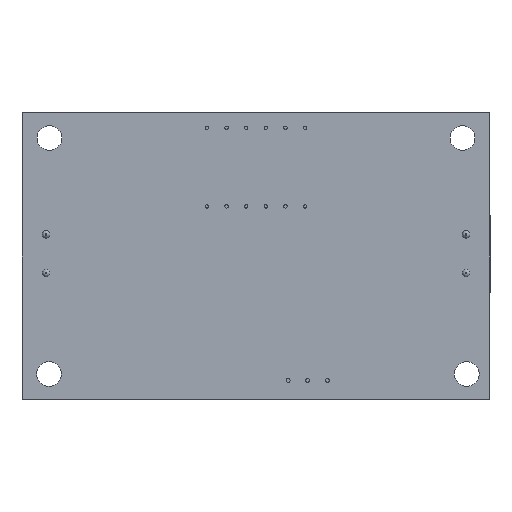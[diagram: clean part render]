
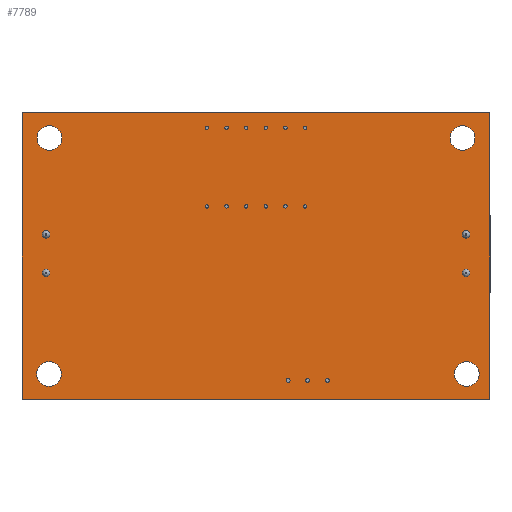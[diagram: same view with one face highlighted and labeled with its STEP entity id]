
A CAD part, front view. The second image highlights one B-rep face of the part: STEP entity #7789.
In plain terms, the highlighted planar face has unit normal (0, -1, 0).
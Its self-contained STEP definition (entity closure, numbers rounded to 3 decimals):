
#161=FACE_BOUND('',#1401,.T.);
#162=FACE_BOUND('',#1402,.T.);
#163=FACE_BOUND('',#1403,.T.);
#164=FACE_BOUND('',#1404,.T.);
#503=PLANE('',#8435);
#917=FACE_OUTER_BOUND('',#1400,.T.);
#1400=EDGE_LOOP('',(#7056,#7057,#7058,#7059));
#1401=EDGE_LOOP('',(#7060));
#1402=EDGE_LOOP('',(#7061));
#1403=EDGE_LOOP('',(#7062));
#1404=EDGE_LOOP('',(#7063));
#2254=LINE('',#12781,#3115);
#2258=LINE('',#12789,#3119);
#2261=LINE('',#12795,#3122);
#2264=LINE('',#12800,#3125);
#3115=VECTOR('',#10439,10.);
#3119=VECTOR('',#10445,10.);
#3122=VECTOR('',#10450,10.);
#3125=VECTOR('',#10455,10.);
#3278=CIRCLE('',#8420,1.6);
#3280=CIRCLE('',#8423,1.6);
#3282=CIRCLE('',#8426,1.6);
#3284=CIRCLE('',#8429,1.6);
#3956=VERTEX_POINT('',#12757);
#3958=VERTEX_POINT('',#12763);
#3960=VERTEX_POINT('',#12769);
#3962=VERTEX_POINT('',#12775);
#3963=VERTEX_POINT('',#12779);
#3964=VERTEX_POINT('',#12780);
#3967=VERTEX_POINT('',#12788);
#3969=VERTEX_POINT('',#12794);
#4980=EDGE_CURVE('',#3956,#3956,#3278,.T.);
#4983=EDGE_CURVE('',#3958,#3958,#3280,.T.);
#4986=EDGE_CURVE('',#3960,#3960,#3282,.T.);
#4989=EDGE_CURVE('',#3962,#3962,#3284,.T.);
#4990=EDGE_CURVE('',#3963,#3964,#2254,.T.);
#4994=EDGE_CURVE('',#3964,#3967,#2258,.T.);
#4997=EDGE_CURVE('',#3967,#3969,#2261,.T.);
#5000=EDGE_CURVE('',#3969,#3963,#2264,.T.);
#7056=ORIENTED_EDGE('',*,*,#5000,.T.);
#7057=ORIENTED_EDGE('',*,*,#4990,.T.);
#7058=ORIENTED_EDGE('',*,*,#4994,.T.);
#7059=ORIENTED_EDGE('',*,*,#4997,.T.);
#7060=ORIENTED_EDGE('',*,*,#4989,.F.);
#7061=ORIENTED_EDGE('',*,*,#4986,.F.);
#7062=ORIENTED_EDGE('',*,*,#4983,.F.);
#7063=ORIENTED_EDGE('',*,*,#4980,.F.);
#7789=ADVANCED_FACE('',(#917,#161,#162,#163,#164),#503,.F.);
#8420=AXIS2_PLACEMENT_3D('',#12759,#10414,#10415);
#8423=AXIS2_PLACEMENT_3D('',#12765,#10421,#10422);
#8426=AXIS2_PLACEMENT_3D('',#12771,#10428,#10429);
#8429=AXIS2_PLACEMENT_3D('',#12777,#10435,#10436);
#8435=AXIS2_PLACEMENT_3D('',#12803,#10459,#10460);
#10414=DIRECTION('center_axis',(0.,-1.,0.));
#10415=DIRECTION('ref_axis',(1.,0.,0.));
#10421=DIRECTION('center_axis',(0.,-1.,0.));
#10422=DIRECTION('ref_axis',(1.,0.,0.));
#10428=DIRECTION('center_axis',(0.,-1.,0.));
#10429=DIRECTION('ref_axis',(1.,0.,0.));
#10435=DIRECTION('center_axis',(0.,-1.,0.));
#10436=DIRECTION('ref_axis',(1.,0.,0.));
#10439=DIRECTION('',(0.,0.,1.));
#10445=DIRECTION('',(-1.,0.,0.));
#10450=DIRECTION('',(0.,0.,-1.));
#10455=DIRECTION('',(1.,0.,0.));
#10459=DIRECTION('center_axis',(0.,1.,0.));
#10460=DIRECTION('ref_axis',(1.,0.,0.));
#12757=CARTESIAN_POINT('',(-4.6,0.,-66.));
#12759=CARTESIAN_POINT('Origin',(-3.,0.,-66.));
#12763=CARTESIAN_POINT('',(-58.55,0.,-35.5));
#12765=CARTESIAN_POINT('Origin',(-56.95,0.,-35.5));
#12769=CARTESIAN_POINT('',(-58.6,0.,-66.));
#12771=CARTESIAN_POINT('Origin',(-57.,0.,-66.));
#12775=CARTESIAN_POINT('',(-5.15,0.,-35.5));
#12777=CARTESIAN_POINT('Origin',(-3.55,0.,-35.5));
#12779=CARTESIAN_POINT('',(0.,0.,-69.25));
#12780=CARTESIAN_POINT('',(0.,0.,-32.25));
#12781=CARTESIAN_POINT('',(0.,0.,-69.25));
#12788=CARTESIAN_POINT('',(-60.5,0.,-32.25));
#12789=CARTESIAN_POINT('',(0.,0.,-32.25));
#12794=CARTESIAN_POINT('',(-60.5,0.,-69.25));
#12795=CARTESIAN_POINT('',(-60.5,0.,-32.25));
#12800=CARTESIAN_POINT('',(-60.5,0.,-69.25));
#12803=CARTESIAN_POINT('Origin',(-30.25,0.,-50.75));
